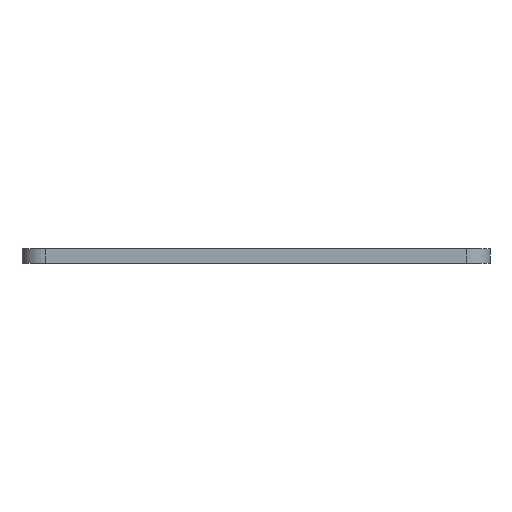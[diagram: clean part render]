
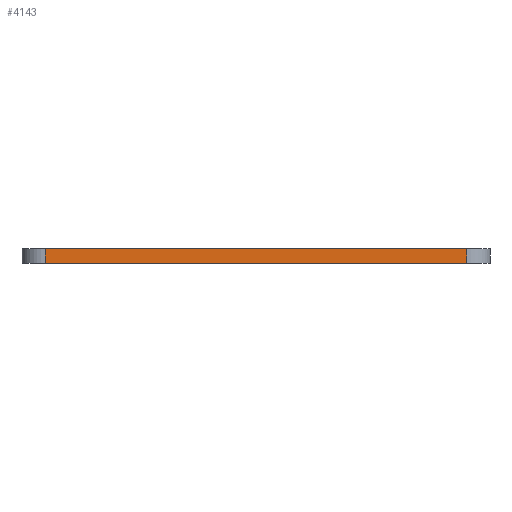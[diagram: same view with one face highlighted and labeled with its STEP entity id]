
A CAD part, front view. The second image highlights one B-rep face of the part: STEP entity #4143.
In plain terms, the highlighted planar face has unit normal (0, -1, 0).
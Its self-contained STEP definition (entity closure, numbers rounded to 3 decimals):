
#55 = CYLINDRICAL_SURFACE('',#56,2.54);
#56 = AXIS2_PLACEMENT_3D('',#57,#58,#59);
#57 = CARTESIAN_POINT('',(125.641,-113.894,0.));
#58 = DIRECTION('',(-0.,-0.,-1.));
#59 = DIRECTION('',(1.,0.,-0.));
#83 = PLANE('',#84);
#84 = AXIS2_PLACEMENT_3D('',#85,#86,#87);
#85 = CARTESIAN_POINT('',(148.444,-105.004,1.6));
#86 = DIRECTION('',(-0.,-0.,-1.));
#87 = DIRECTION('',(-1.,0.,0.));
#137 = PLANE('',#138);
#138 = AXIS2_PLACEMENT_3D('',#139,#140,#141);
#139 = CARTESIAN_POINT('',(148.444,-105.004,0.));
#140 = DIRECTION('',(-0.,-0.,-1.));
#141 = DIRECTION('',(-1.,0.,0.));
#154 = VERTEX_POINT('',#155);
#155 = CARTESIAN_POINT('',(125.641,-116.434,1.6));
#181 = EDGE_CURVE('',#182,#154,#184,.T.);
#182 = VERTEX_POINT('',#183);
#183 = CARTESIAN_POINT('',(125.641,-116.434,0.));
#184 = SURFACE_CURVE('',#185,(#189,#196),.PCURVE_S1.);
#185 = LINE('',#186,#187);
#186 = CARTESIAN_POINT('',(125.641,-116.434,0.));
#187 = VECTOR('',#188,1.);
#188 = DIRECTION('',(0.,0.,1.));
#189 = PCURVE('',#55,#190);
#190 = DEFINITIONAL_REPRESENTATION('',(#191),#195);
#191 = LINE('',#192,#193);
#192 = CARTESIAN_POINT('',(-4.712,0.));
#193 = VECTOR('',#194,1.);
#194 = DIRECTION('',(-0.,-1.));
#195 = ( GEOMETRIC_REPRESENTATION_CONTEXT(2) 
PARAMETRIC_REPRESENTATION_CONTEXT() REPRESENTATION_CONTEXT('2D SPACE',''
  ) );
#196 = PCURVE('',#197,#202);
#197 = PLANE('',#198);
#198 = AXIS2_PLACEMENT_3D('',#199,#200,#201);
#199 = CARTESIAN_POINT('',(171.361,-116.434,0.));
#200 = DIRECTION('',(0.,-1.,0.));
#201 = DIRECTION('',(-1.,0.,0.));
#202 = DEFINITIONAL_REPRESENTATION('',(#203),#207);
#203 = LINE('',#204,#205);
#204 = CARTESIAN_POINT('',(45.72,0.));
#205 = VECTOR('',#206,1.);
#206 = DIRECTION('',(0.,-1.));
#207 = ( GEOMETRIC_REPRESENTATION_CONTEXT(2) 
PARAMETRIC_REPRESENTATION_CONTEXT() REPRESENTATION_CONTEXT('2D SPACE',''
  ) );
#518 = VERTEX_POINT('',#519);
#519 = CARTESIAN_POINT('',(171.361,-116.434,0.));
#538 = CYLINDRICAL_SURFACE('',#539,2.54);
#539 = AXIS2_PLACEMENT_3D('',#540,#541,#542);
#540 = CARTESIAN_POINT('',(171.361,-113.894,0.));
#541 = DIRECTION('',(-0.,-0.,-1.));
#542 = DIRECTION('',(1.,0.,-0.));
#550 = EDGE_CURVE('',#518,#182,#551,.T.);
#551 = SURFACE_CURVE('',#552,(#556,#563),.PCURVE_S1.);
#552 = LINE('',#553,#554);
#553 = CARTESIAN_POINT('',(171.361,-116.434,0.));
#554 = VECTOR('',#555,1.);
#555 = DIRECTION('',(-1.,0.,0.));
#556 = PCURVE('',#137,#557);
#557 = DEFINITIONAL_REPRESENTATION('',(#558),#562);
#558 = LINE('',#559,#560);
#559 = CARTESIAN_POINT('',(-22.917,-11.43));
#560 = VECTOR('',#561,1.);
#561 = DIRECTION('',(1.,0.));
#562 = ( GEOMETRIC_REPRESENTATION_CONTEXT(2) 
PARAMETRIC_REPRESENTATION_CONTEXT() REPRESENTATION_CONTEXT('2D SPACE',''
  ) );
#563 = PCURVE('',#197,#564);
#564 = DEFINITIONAL_REPRESENTATION('',(#565),#569);
#565 = LINE('',#566,#567);
#566 = CARTESIAN_POINT('',(0.,0.));
#567 = VECTOR('',#568,1.);
#568 = DIRECTION('',(1.,0.));
#569 = ( GEOMETRIC_REPRESENTATION_CONTEXT(2) 
PARAMETRIC_REPRESENTATION_CONTEXT() REPRESENTATION_CONTEXT('2D SPACE',''
  ) );
#2557 = VERTEX_POINT('',#2558);
#2558 = CARTESIAN_POINT('',(171.361,-116.434,1.6));
#2584 = EDGE_CURVE('',#2557,#154,#2585,.T.);
#2585 = SURFACE_CURVE('',#2586,(#2590,#2597),.PCURVE_S1.);
#2586 = LINE('',#2587,#2588);
#2587 = CARTESIAN_POINT('',(171.361,-116.434,1.6));
#2588 = VECTOR('',#2589,1.);
#2589 = DIRECTION('',(-1.,0.,0.));
#2590 = PCURVE('',#83,#2591);
#2591 = DEFINITIONAL_REPRESENTATION('',(#2592),#2596);
#2592 = LINE('',#2593,#2594);
#2593 = CARTESIAN_POINT('',(-22.917,-11.43));
#2594 = VECTOR('',#2595,1.);
#2595 = DIRECTION('',(1.,0.));
#2596 = ( GEOMETRIC_REPRESENTATION_CONTEXT(2) 
PARAMETRIC_REPRESENTATION_CONTEXT() REPRESENTATION_CONTEXT('2D SPACE',''
  ) );
#2597 = PCURVE('',#197,#2598);
#2598 = DEFINITIONAL_REPRESENTATION('',(#2599),#2603);
#2599 = LINE('',#2600,#2601);
#2600 = CARTESIAN_POINT('',(0.,-1.6));
#2601 = VECTOR('',#2602,1.);
#2602 = DIRECTION('',(1.,0.));
#2603 = ( GEOMETRIC_REPRESENTATION_CONTEXT(2) 
PARAMETRIC_REPRESENTATION_CONTEXT() REPRESENTATION_CONTEXT('2D SPACE',''
  ) );
#4143 = ADVANCED_FACE('',(#4144),#197,.T.);
#4144 = FACE_BOUND('',#4145,.T.);
#4145 = EDGE_LOOP('',(#4146,#4167,#4168,#4169));
#4146 = ORIENTED_EDGE('',*,*,#4147,.T.);
#4147 = EDGE_CURVE('',#518,#2557,#4148,.T.);
#4148 = SURFACE_CURVE('',#4149,(#4153,#4160),.PCURVE_S1.);
#4149 = LINE('',#4150,#4151);
#4150 = CARTESIAN_POINT('',(171.361,-116.434,0.));
#4151 = VECTOR('',#4152,1.);
#4152 = DIRECTION('',(0.,0.,1.));
#4153 = PCURVE('',#197,#4154);
#4154 = DEFINITIONAL_REPRESENTATION('',(#4155),#4159);
#4155 = LINE('',#4156,#4157);
#4156 = CARTESIAN_POINT('',(0.,0.));
#4157 = VECTOR('',#4158,1.);
#4158 = DIRECTION('',(0.,-1.));
#4159 = ( GEOMETRIC_REPRESENTATION_CONTEXT(2) 
PARAMETRIC_REPRESENTATION_CONTEXT() REPRESENTATION_CONTEXT('2D SPACE',''
  ) );
#4160 = PCURVE('',#538,#4161);
#4161 = DEFINITIONAL_REPRESENTATION('',(#4162),#4166);
#4162 = LINE('',#4163,#4164);
#4163 = CARTESIAN_POINT('',(-4.712,0.));
#4164 = VECTOR('',#4165,1.);
#4165 = DIRECTION('',(-0.,-1.));
#4166 = ( GEOMETRIC_REPRESENTATION_CONTEXT(2) 
PARAMETRIC_REPRESENTATION_CONTEXT() REPRESENTATION_CONTEXT('2D SPACE',''
  ) );
#4167 = ORIENTED_EDGE('',*,*,#2584,.T.);
#4168 = ORIENTED_EDGE('',*,*,#181,.F.);
#4169 = ORIENTED_EDGE('',*,*,#550,.F.);
